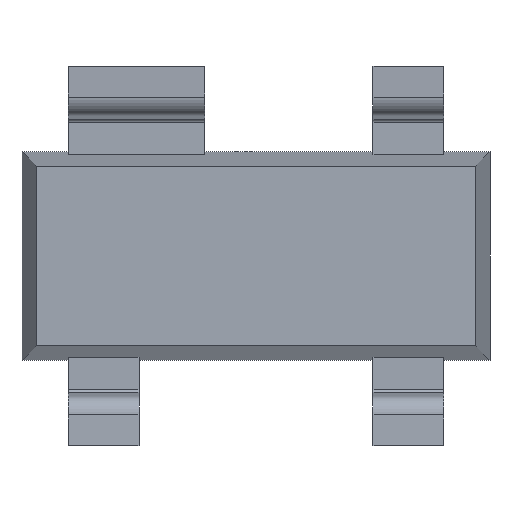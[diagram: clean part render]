
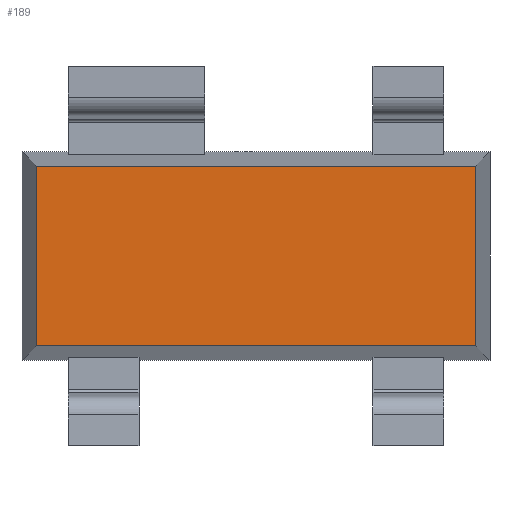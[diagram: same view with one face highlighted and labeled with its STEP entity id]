
A CAD part, front view. The second image highlights one B-rep face of the part: STEP entity #189.
In plain terms, the highlighted planar face has unit normal (0, -1, 0).
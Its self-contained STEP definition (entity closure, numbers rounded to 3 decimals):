
#54 = ORIENTED_EDGE ( 'NONE', *, *, #1410, .T. ) ;
#70 = DIRECTION ( 'NONE',  ( 1., 0., 0. ) ) ;
#183 = ORIENTED_EDGE ( 'NONE', *, *, #638, .T. ) ;
#189 = ADVANCED_FACE ( 'NONE', ( #1010 ), #884, .T. ) ;
#207 = CARTESIAN_POINT ( 'NONE',  ( -1.37, 0.1, 0.56 ) ) ;
#253 = VERTEX_POINT ( 'NONE', #1863 ) ;
#315 = CARTESIAN_POINT ( 'NONE',  ( -1.46, 0.1, 0.56 ) ) ;
#446 = VERTEX_POINT ( 'NONE', #1618 ) ;
#508 = DIRECTION ( 'NONE',  ( -1., 0., 0. ) ) ;
#577 = DIRECTION ( 'NONE',  ( 0., 0., -1. ) ) ;
#638 = EDGE_CURVE ( 'NONE', #446, #1005, #1462, .T. ) ;
#645 = CARTESIAN_POINT ( 'NONE',  ( 1.46, 0.1, -0.56 ) ) ;
#667 = VECTOR ( 'NONE', #508, 1000. ) ;
#691 = EDGE_CURVE ( 'NONE', #1489, #446, #940, .T. ) ;
#724 = AXIS2_PLACEMENT_3D ( 'NONE', #1982, #1513, #577 ) ;
#750 = LINE ( 'NONE', #315, #667 ) ;
#864 = LINE ( 'NONE', #1961, #1374 ) ;
#884 = PLANE ( 'NONE',  #724 ) ;
#940 = LINE ( 'NONE', #2035, #1103 ) ;
#1005 = VERTEX_POINT ( 'NONE', #1620 ) ;
#1010 = FACE_OUTER_BOUND ( 'NONE', #1011, .T. ) ;
#1011 = EDGE_LOOP ( 'NONE', ( #1465, #183, #1377, #54 ) ) ;
#1101 = DIRECTION ( 'NONE',  ( 0., 0., -1. ) ) ;
#1103 = VECTOR ( 'NONE', #1101, 1000. ) ;
#1113 = EDGE_CURVE ( 'NONE', #1005, #253, #864, .T. ) ;
#1315 = DIRECTION ( 'NONE',  ( 0., 0., 1. ) ) ;
#1374 = VECTOR ( 'NONE', #1315, 1000. ) ;
#1377 = ORIENTED_EDGE ( 'NONE', *, *, #1113, .T. ) ;
#1410 = EDGE_CURVE ( 'NONE', #253, #1489, #750, .T. ) ;
#1462 = LINE ( 'NONE', #645, #1903 ) ;
#1465 = ORIENTED_EDGE ( 'NONE', *, *, #691, .T. ) ;
#1489 = VERTEX_POINT ( 'NONE', #207 ) ;
#1513 = DIRECTION ( 'NONE',  ( 0., -1., 0. ) ) ;
#1618 = CARTESIAN_POINT ( 'NONE',  ( -1.37, 0.1, -0.56 ) ) ;
#1620 = CARTESIAN_POINT ( 'NONE',  ( 1.37, 0.1, -0.56 ) ) ;
#1863 = CARTESIAN_POINT ( 'NONE',  ( 1.37, 0.1, 0.56 ) ) ;
#1903 = VECTOR ( 'NONE', #70, 1000. ) ;
#1961 = CARTESIAN_POINT ( 'NONE',  ( 1.37, 0.1, 0.65 ) ) ;
#1982 = CARTESIAN_POINT ( 'NONE',  ( 0., 0.1, 0. ) ) ;
#2035 = CARTESIAN_POINT ( 'NONE',  ( -1.37, 0.1, -0.65 ) ) ;
